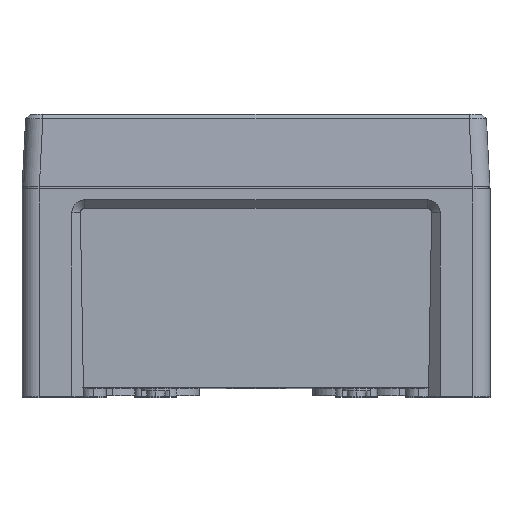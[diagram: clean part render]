
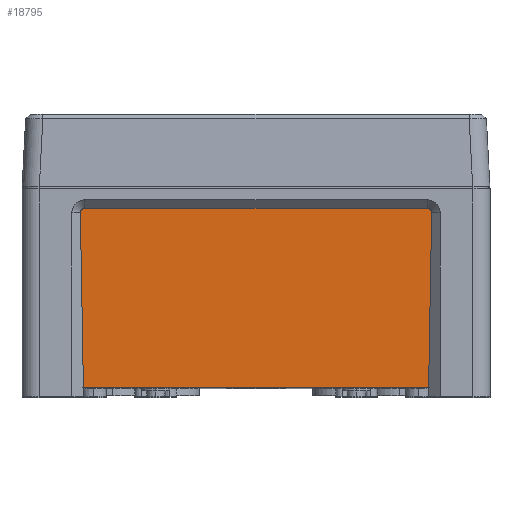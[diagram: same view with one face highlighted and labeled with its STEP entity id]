
A CAD part, top view. The second image highlights one B-rep face of the part: STEP entity #18795.
In plain terms, the highlighted planar face has unit normal (0, -0.018, 1).
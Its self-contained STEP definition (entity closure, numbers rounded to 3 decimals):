
#213 = VECTOR ( 'NONE', #23219, 1000. ) ;
#372 =( BOUNDED_CURVE ( )  B_SPLINE_CURVE ( 3, ( #17560, #3587, #3271, #5949 ),
 .UNSPECIFIED., .F., .T. ) 
 B_SPLINE_CURVE_WITH_KNOTS ( ( 4, 4 ),
 ( 4.695, 6.283 ),
 .UNSPECIFIED. ) 
 CURVE ( )  GEOMETRIC_REPRESENTATION_ITEM ( )  RATIONAL_B_SPLINE_CURVE ( ( 1., 0.801, 0.801, 1. ) ) 
 REPRESENTATION_ITEM ( '' )  );
#480 = VERTEX_POINT ( 'NONE', #20120 ) ;
#508 = LINE ( 'NONE', #17146, #13955 ) ;
#869 = CARTESIAN_POINT ( 'NONE',  ( 59.7, -6.717, 97.683 ) ) ;
#875 = EDGE_CURVE ( 'NONE', #8256, #480, #508, .T. ) ;
#2107 = LINE ( 'NONE', #11539, #10370 ) ;
#2241 = PLANE ( 'NONE',  #28977 ) ;
#3271 = CARTESIAN_POINT ( 'NONE',  ( -60.624, -6.717, 97.683 ) ) ;
#3364 = VERTEX_POINT ( 'NONE', #8484 ) ;
#3587 = CARTESIAN_POINT ( 'NONE',  ( -61.271, -7.376, 97.671 ) ) ;
#5949 = CARTESIAN_POINT ( 'NONE',  ( -59.7, -6.717, 97.683 ) ) ;
#7304 = EDGE_CURVE ( 'NONE', #29626, #9782, #22152, .T. ) ;
#7592 = ORIENTED_EDGE ( 'NONE', *, *, #25377, .F. ) ;
#8256 = VERTEX_POINT ( 'NONE', #14303 ) ;
#8484 = CARTESIAN_POINT ( 'NONE',  ( -59.7, -6.717, 97.683 ) ) ;
#8928 = CARTESIAN_POINT ( 'NONE',  ( 61.271, -7.376, 97.671 ) ) ;
#9494 = EDGE_CURVE ( 'NONE', #25121, #8256, #2107, .T. ) ;
#9782 = VERTEX_POINT ( 'NONE', #13063 ) ;
#10370 = VECTOR ( 'NONE', #21082, 1000. ) ;
#11201 = DIRECTION ( 'NONE',  ( 1., 0., 0. ) ) ;
#11333 = EDGE_CURVE ( 'NONE', #3364, #29626, #23429, .T. ) ;
#11539 = CARTESIAN_POINT ( 'NONE',  ( -61.257, -8.197, 97.657 ) ) ;
#12391 = ORIENTED_EDGE ( 'NONE', *, *, #11333, .F. ) ;
#13063 = CARTESIAN_POINT ( 'NONE',  ( 61.255, -8.3, 97.655 ) ) ;
#13955 = VECTOR ( 'NONE', #22134, 1000. ) ;
#14303 = CARTESIAN_POINT ( 'NONE',  ( -60.189, -69.4, 96.589 ) ) ;
#14335 = DIRECTION ( 'NONE',  ( 0., -0.017, 1. ) ) ;
#16531 = DIRECTION ( 'NONE',  ( 0., -1., -0.017 ) ) ;
#17146 = CARTESIAN_POINT ( 'NONE',  ( -81.6, -69.4, 96.589 ) ) ;
#17154 = EDGE_LOOP ( 'NONE', ( #27931, #7592, #26613, #12391, #20669, #30709 ) ) ;
#17560 = CARTESIAN_POINT ( 'NONE',  ( -61.255, -8.3, 97.655 ) ) ;
#18795 = ADVANCED_FACE ( 'NONE', ( #28889 ), #2241, .T. ) ;
#20120 = CARTESIAN_POINT ( 'NONE',  ( 60.189, -69.4, 96.589 ) ) ;
#20669 = ORIENTED_EDGE ( 'NONE', *, *, #24923, .F. ) ;
#21082 = DIRECTION ( 'NONE',  ( 0.017, -1., -0.017 ) ) ;
#21826 = CARTESIAN_POINT ( 'NONE',  ( -81.6, 0., 97.8 ) ) ;
#22134 = DIRECTION ( 'NONE',  ( 1., 0., 0. ) ) ;
#22152 =( BOUNDED_CURVE ( )  B_SPLINE_CURVE ( 3, ( #30381, #27875, #8928, #27567 ),
 .UNSPECIFIED., .F., .T. ) 
 B_SPLINE_CURVE_WITH_KNOTS ( ( 4, 4 ),
 ( 0., 1.588 ),
 .UNSPECIFIED. ) 
 CURVE ( )  GEOMETRIC_REPRESENTATION_ITEM ( )  RATIONAL_B_SPLINE_CURVE ( ( 1., 0.801, 0.801, 1. ) ) 
 REPRESENTATION_ITEM ( '' )  );
#23166 = CARTESIAN_POINT ( 'NONE',  ( -61.255, -8.3, 97.655 ) ) ;
#23219 = DIRECTION ( 'NONE',  ( -0.017, -1., -0.017 ) ) ;
#23392 = LINE ( 'NONE', #25581, #213 ) ;
#23429 = LINE ( 'NONE', #27656, #25286 ) ;
#24923 = EDGE_CURVE ( 'NONE', #25121, #3364, #372, .T. ) ;
#25121 = VERTEX_POINT ( 'NONE', #23166 ) ;
#25286 = VECTOR ( 'NONE', #11201, 1000. ) ;
#25377 = EDGE_CURVE ( 'NONE', #9782, #480, #23392, .T. ) ;
#25581 = CARTESIAN_POINT ( 'NONE',  ( 61.257, -8.197, 97.657 ) ) ;
#26613 = ORIENTED_EDGE ( 'NONE', *, *, #7304, .F. ) ;
#27567 = CARTESIAN_POINT ( 'NONE',  ( 61.255, -8.3, 97.655 ) ) ;
#27656 = CARTESIAN_POINT ( 'NONE',  ( -59.7, -6.717, 97.683 ) ) ;
#27875 = CARTESIAN_POINT ( 'NONE',  ( 60.624, -6.717, 97.683 ) ) ;
#27931 = ORIENTED_EDGE ( 'NONE', *, *, #875, .T. ) ;
#28889 = FACE_OUTER_BOUND ( 'NONE', #17154, .T. ) ;
#28977 = AXIS2_PLACEMENT_3D ( 'NONE', #21826, #14335, #16531 ) ;
#29626 = VERTEX_POINT ( 'NONE', #869 ) ;
#30381 = CARTESIAN_POINT ( 'NONE',  ( 59.7, -6.717, 97.683 ) ) ;
#30709 = ORIENTED_EDGE ( 'NONE', *, *, #9494, .T. ) ;
